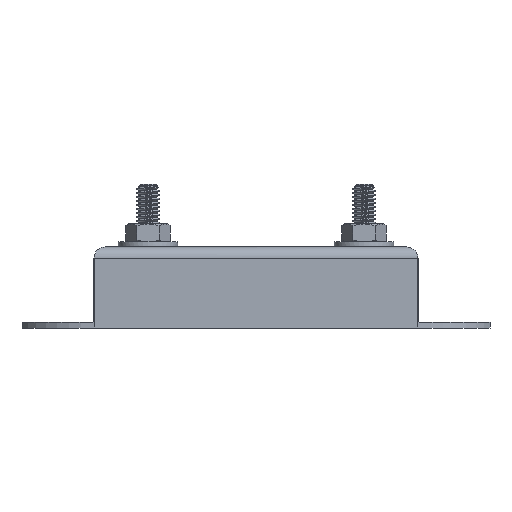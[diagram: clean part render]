
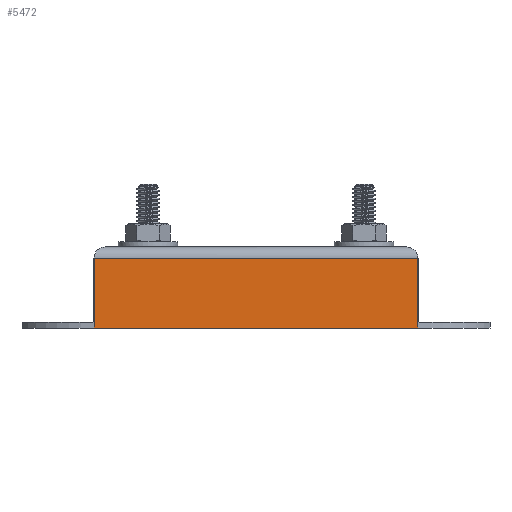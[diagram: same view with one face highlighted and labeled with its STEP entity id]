
A CAD part, left-side view. The second image highlights one B-rep face of the part: STEP entity #5472.
In plain terms, the highlighted planar face has unit normal (-1, 0, 0).
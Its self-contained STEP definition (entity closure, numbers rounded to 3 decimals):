
#612=PLANE('',#5973);
#902=FACE_OUTER_BOUND('',#1264,.T.);
#1264=EDGE_LOOP('',(#4786,#4787,#4788,#4789,#4790,#4791));
#1549=LINE('',#25230,#1809);
#1551=LINE('',#25235,#1811);
#1557=LINE('',#25254,#1817);
#1558=LINE('',#25255,#1818);
#1559=LINE('',#25256,#1819);
#1560=LINE('',#25257,#1820);
#1809=VECTOR('',#7100,1000.);
#1811=VECTOR('',#7104,1000.);
#1817=VECTOR('',#7120,1000.);
#1818=VECTOR('',#7121,1000.);
#1819=VECTOR('',#7122,1000.);
#1820=VECTOR('',#7123,1000.);
#2526=VERTEX_POINT('',#25227);
#2527=VERTEX_POINT('',#25229);
#2528=VERTEX_POINT('',#25233);
#2529=VERTEX_POINT('',#25234);
#2536=VERTEX_POINT('',#25252);
#2537=VERTEX_POINT('',#25253);
#3309=EDGE_CURVE('',#2527,#2526,#1549,.T.);
#3311=EDGE_CURVE('',#2528,#2529,#1551,.T.);
#3321=EDGE_CURVE('',#2536,#2537,#1557,.T.);
#3322=EDGE_CURVE('',#2536,#2527,#1558,.T.);
#3323=EDGE_CURVE('',#2526,#2528,#1559,.T.);
#3324=EDGE_CURVE('',#2537,#2529,#1560,.T.);
#4786=ORIENTED_EDGE('',*,*,#3321,.F.);
#4787=ORIENTED_EDGE('',*,*,#3322,.T.);
#4788=ORIENTED_EDGE('',*,*,#3309,.T.);
#4789=ORIENTED_EDGE('',*,*,#3323,.T.);
#4790=ORIENTED_EDGE('',*,*,#3311,.T.);
#4791=ORIENTED_EDGE('',*,*,#3324,.F.);
#5472=ADVANCED_FACE('',(#902),#612,.F.);
#5973=AXIS2_PLACEMENT_3D('',#25251,#7118,#7119);
#7100=DIRECTION('',(0.,0.,-1.));
#7104=DIRECTION('',(0.,-1.,0.));
#7118=DIRECTION('center_axis',(1.,0.,0.));
#7119=DIRECTION('ref_axis',(0.,0.,-1.));
#7120=DIRECTION('',(0.,0.,-1.));
#7121=DIRECTION('',(0.,1.,0.));
#7122=DIRECTION('',(0.,0.,-1.));
#7123=DIRECTION('',(0.,0.,-1.));
#25227=CARTESIAN_POINT('',(-134.938,57.15,1.981));
#25229=CARTESIAN_POINT('',(-134.938,57.15,24.613));
#25230=CARTESIAN_POINT('',(-134.938,57.15,28.575));
#25233=CARTESIAN_POINT('',(-134.938,57.15,0.));
#25234=CARTESIAN_POINT('',(-134.938,-57.15,0.));
#25235=CARTESIAN_POINT('',(-134.938,57.15,0.));
#25251=CARTESIAN_POINT('Origin',(-134.938,57.15,28.575));
#25252=CARTESIAN_POINT('',(-134.938,-57.15,24.613));
#25253=CARTESIAN_POINT('',(-134.938,-57.15,1.981));
#25254=CARTESIAN_POINT('',(-134.938,-57.15,28.575));
#25255=CARTESIAN_POINT('',(-134.938,57.15,24.613));
#25256=CARTESIAN_POINT('',(-134.938,57.15,1.981));
#25257=CARTESIAN_POINT('',(-134.938,-57.15,1.981));
